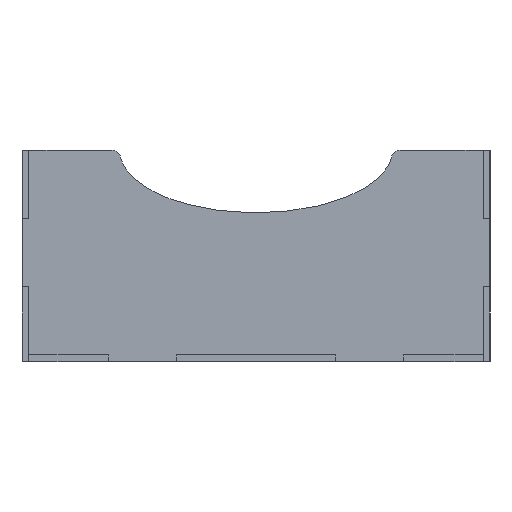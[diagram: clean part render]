
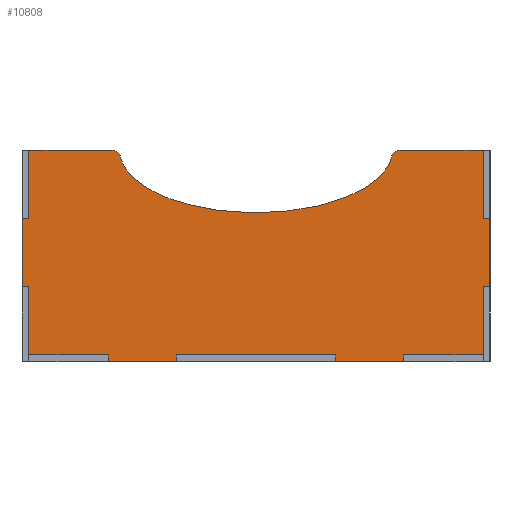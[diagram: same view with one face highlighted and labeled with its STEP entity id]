
A CAD part, left-side view. The second image highlights one B-rep face of the part: STEP entity #10808.
In plain terms, the highlighted planar face has unit normal (-1, 0, 0).
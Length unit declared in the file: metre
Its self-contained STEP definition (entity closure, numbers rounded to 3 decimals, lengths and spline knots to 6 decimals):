
#112=ELLIPSE('',#11530,0.06,0.0275);
#135=CIRCLE('',#11531,0.004);
#136=CIRCLE('',#11532,0.004);
#309=ORIENTED_EDGE('',*,*,#3492,.F.);
#310=ORIENTED_EDGE('',*,*,#3493,.T.);
#311=ORIENTED_EDGE('',*,*,#3449,.T.);
#312=ORIENTED_EDGE('',*,*,#3491,.T.);
#313=ORIENTED_EDGE('',*,*,#3494,.F.);
#314=ORIENTED_EDGE('',*,*,#3495,.F.);
#315=ORIENTED_EDGE('',*,*,#3496,.T.);
#316=ORIENTED_EDGE('',*,*,#3456,.T.);
#317=ORIENTED_EDGE('',*,*,#3458,.F.);
#318=ORIENTED_EDGE('',*,*,#3497,.T.);
#319=ORIENTED_EDGE('',*,*,#3498,.F.);
#320=ORIENTED_EDGE('',*,*,#3499,.F.);
#321=ORIENTED_EDGE('',*,*,#3460,.F.);
#322=ORIENTED_EDGE('',*,*,#3500,.T.);
#323=ORIENTED_EDGE('',*,*,#3501,.T.);
#324=ORIENTED_EDGE('',*,*,#3502,.F.);
#325=ORIENTED_EDGE('',*,*,#3503,.F.);
#326=ORIENTED_EDGE('',*,*,#3469,.F.);
#327=ORIENTED_EDGE('',*,*,#3504,.F.);
#328=ORIENTED_EDGE('',*,*,#3505,.F.);
#329=ORIENTED_EDGE('',*,*,#3506,.T.);
#330=ORIENTED_EDGE('',*,*,#3464,.F.);
#331=ORIENTED_EDGE('',*,*,#3507,.T.);
#332=ORIENTED_EDGE('',*,*,#3508,.T.);
#3449=EDGE_CURVE('',#5045,#5046,#6109,.T.);
#3456=EDGE_CURVE('',#5050,#5052,#6116,.T.);
#3458=EDGE_CURVE('',#5053,#5052,#6118,.T.);
#3460=EDGE_CURVE('',#5055,#5056,#6120,.T.);
#3464=EDGE_CURVE('',#5059,#5060,#6124,.T.);
#3469=EDGE_CURVE('',#5063,#5065,#6129,.T.);
#3491=EDGE_CURVE('',#5046,#5080,#6148,.T.);
#3492=EDGE_CURVE('',#5081,#5082,#112,.T.);
#3493=EDGE_CURVE('',#5081,#5045,#135,.T.);
#3494=EDGE_CURVE('',#5083,#5080,#6149,.T.);
#3495=EDGE_CURVE('',#5084,#5083,#6150,.T.);
#3496=EDGE_CURVE('',#5084,#5050,#6151,.T.);
#3497=EDGE_CURVE('',#5053,#5085,#6152,.T.);
#3498=EDGE_CURVE('',#5086,#5085,#6153,.T.);
#3499=EDGE_CURVE('',#5056,#5086,#6154,.T.);
#3500=EDGE_CURVE('',#5055,#5087,#6155,.T.);
#3501=EDGE_CURVE('',#5087,#5088,#6156,.T.);
#3502=EDGE_CURVE('',#5089,#5088,#6157,.T.);
#3503=EDGE_CURVE('',#5065,#5089,#6158,.T.);
#3504=EDGE_CURVE('',#5090,#5063,#6159,.T.);
#3505=EDGE_CURVE('',#5091,#5090,#6160,.T.);
#3506=EDGE_CURVE('',#5091,#5060,#6161,.T.);
#3507=EDGE_CURVE('',#5059,#5092,#6162,.T.);
#3508=EDGE_CURVE('',#5092,#5082,#136,.T.);
#5045=VERTEX_POINT('',#15097);
#5046=VERTEX_POINT('',#15098);
#5050=VERTEX_POINT('',#15107);
#5052=VERTEX_POINT('',#15111);
#5053=VERTEX_POINT('',#15115);
#5055=VERTEX_POINT('',#15121);
#5056=VERTEX_POINT('',#15122);
#5059=VERTEX_POINT('',#15130);
#5060=VERTEX_POINT('',#15131);
#5063=VERTEX_POINT('',#15139);
#5065=VERTEX_POINT('',#15142);
#5080=VERTEX_POINT('',#15180);
#5081=VERTEX_POINT('',#15184);
#5082=VERTEX_POINT('',#15185);
#5083=VERTEX_POINT('',#15188);
#5084=VERTEX_POINT('',#15190);
#5085=VERTEX_POINT('',#15193);
#5086=VERTEX_POINT('',#15195);
#5087=VERTEX_POINT('',#15198);
#5088=VERTEX_POINT('',#15200);
#5089=VERTEX_POINT('',#15202);
#5090=VERTEX_POINT('',#15205);
#5091=VERTEX_POINT('',#15207);
#5092=VERTEX_POINT('',#15210);
#6109=LINE('',#15096,#7559);
#6116=LINE('',#15112,#7566);
#6118=LINE('',#15117,#7568);
#6120=LINE('',#15120,#7570);
#6124=LINE('',#15129,#7574);
#6129=LINE('',#15141,#7579);
#6148=LINE('',#15181,#7598);
#6149=LINE('',#15187,#7599);
#6150=LINE('',#15189,#7600);
#6151=LINE('',#15191,#7601);
#6152=LINE('',#15192,#7602);
#6153=LINE('',#15194,#7603);
#6154=LINE('',#15196,#7604);
#6155=LINE('',#15197,#7605);
#6156=LINE('',#15199,#7606);
#6157=LINE('',#15201,#7607);
#6158=LINE('',#15203,#7608);
#6159=LINE('',#15204,#7609);
#6160=LINE('',#15206,#7610);
#6161=LINE('',#15208,#7611);
#6162=LINE('',#15209,#7612);
#7559=VECTOR('',#12230,1.);
#7566=VECTOR('',#12239,1.);
#7568=VECTOR('',#12243,1.);
#7570=VECTOR('',#12247,1.);
#7574=VECTOR('',#12253,1.);
#7579=VECTOR('',#12260,1.);
#7598=VECTOR('',#12289,1.);
#7599=VECTOR('',#12296,1.);
#7600=VECTOR('',#12297,1.);
#7601=VECTOR('',#12298,1.);
#7602=VECTOR('',#12299,1.);
#7603=VECTOR('',#12300,1.);
#7604=VECTOR('',#12301,1.);
#7605=VECTOR('',#12302,1.);
#7606=VECTOR('',#12303,1.);
#7607=VECTOR('',#12304,1.);
#7608=VECTOR('',#12305,1.);
#7609=VECTOR('',#12306,1.);
#7610=VECTOR('',#12307,1.);
#7611=VECTOR('',#12308,1.);
#7612=VECTOR('',#12309,1.);
#9017=EDGE_LOOP('',(#309,#310,#311,#312,#313,#314,#315,#316,#317,#318,#319,
#320,#321,#322,#323,#324,#325,#326,#327,#328,#329,#330,#331,#332));
#9669=FACE_BOUND('',#9017,.T.);
#10321=PLANE('',#11529);
#10808=ADVANCED_FACE('',(#9669),#10321,.T.);
#11529=AXIS2_PLACEMENT_3D('',#15182,#12290,#12291);
#11530=AXIS2_PLACEMENT_3D('',#15183,#12292,#12293);
#11531=AXIS2_PLACEMENT_3D('',#15186,#12294,#12295);
#11532=AXIS2_PLACEMENT_3D('',#15211,#12310,#12311);
#12230=DIRECTION('',(0.,1.,0.));
#12239=DIRECTION('',(0.,0.,-1.));
#12243=DIRECTION('',(0.,1.,0.));
#12247=DIRECTION('',(0.,1.,0.));
#12253=DIRECTION('',(0.,0.,-1.));
#12260=DIRECTION('',(0.,0.,-1.));
#12289=DIRECTION('',(0.,0.,-1.));
#12290=DIRECTION('',(-1.,0.,0.));
#12291=DIRECTION('',(0.,-1.,0.));
#12292=DIRECTION('',(-1.,0.,0.));
#12293=DIRECTION('',(0.,1.,0.));
#12294=DIRECTION('',(-1.,0.,0.));
#12295=DIRECTION('',(0.,-1.,0.));
#12296=DIRECTION('',(0.,-1.,0.));
#12297=DIRECTION('',(0.,0.,1.));
#12298=DIRECTION('',(0.,-1.,0.));
#12299=DIRECTION('',(0.,0.,-1.));
#12300=DIRECTION('',(0.,1.,0.));
#12301=DIRECTION('',(0.,0.,-1.));
#12302=DIRECTION('',(0.,0.,-1.));
#12303=DIRECTION('',(0.,-1.,0.));
#12304=DIRECTION('',(0.,0.,-1.));
#12305=DIRECTION('',(0.,1.,0.));
#12306=DIRECTION('',(0.,1.,0.));
#12307=DIRECTION('',(0.,0.,-1.));
#12308=DIRECTION('',(0.,1.,0.));
#12309=DIRECTION('',(0.,1.,0.));
#12310=DIRECTION('',(-1.,0.,0.));
#12311=DIRECTION('',(0.,-1.,0.));
#15096=CARTESIAN_POINT('',(-0.027,0.1,0.09));
#15097=CARTESIAN_POINT('',(-0.027,0.163515,0.09));
#15098=CARTESIAN_POINT('',(-0.027,0.2,0.09));
#15107=CARTESIAN_POINT('',(-0.027,0.2,0.03));
#15111=CARTESIAN_POINT('',(-0.027,0.2,0.));
#15112=CARTESIAN_POINT('',(-0.027,0.2,0.09));
#15115=CARTESIAN_POINT('',(-0.027,0.165,0.));
#15117=CARTESIAN_POINT('',(-0.027,0.1,0.));
#15120=CARTESIAN_POINT('',(-0.027,0.1,0.));
#15121=CARTESIAN_POINT('',(-0.027,0.065,0.));
#15122=CARTESIAN_POINT('',(-0.027,0.135,0.));
#15129=CARTESIAN_POINT('',(-0.027,0.,0.09));
#15130=CARTESIAN_POINT('',(-0.027,0.,0.09));
#15131=CARTESIAN_POINT('',(-0.027,0.,0.06));
#15139=CARTESIAN_POINT('',(-0.027,0.,0.03));
#15141=CARTESIAN_POINT('',(-0.027,0.,0.09));
#15142=CARTESIAN_POINT('',(-0.027,0.,0.));
#15180=CARTESIAN_POINT('',(-0.027,0.2,0.06));
#15181=CARTESIAN_POINT('',(-0.027,0.2,0.09));
#15182=CARTESIAN_POINT('',(-0.027,0.1,0.09));
#15183=CARTESIAN_POINT('',(-0.027,0.1,0.09));
#15184=CARTESIAN_POINT('',(-0.027,0.159629,0.086947));
#15185=CARTESIAN_POINT('',(-0.027,0.040371,0.086947));
#15186=CARTESIAN_POINT('',(-0.027,0.163515,0.086));
#15187=CARTESIAN_POINT('',(-0.027,0.2,0.06));
#15188=CARTESIAN_POINT('',(-0.027,0.203,0.06));
#15189=CARTESIAN_POINT('',(-0.027,0.203,0.045));
#15190=CARTESIAN_POINT('',(-0.027,0.203,0.03));
#15191=CARTESIAN_POINT('',(-0.027,0.2,0.03));
#15192=CARTESIAN_POINT('',(-0.027,0.165,0.));
#15193=CARTESIAN_POINT('',(-0.027,0.165,-0.003));
#15194=CARTESIAN_POINT('',(-0.027,0.15,-0.003));
#15195=CARTESIAN_POINT('',(-0.027,0.135,-0.003));
#15196=CARTESIAN_POINT('',(-0.027,0.135,0.));
#15197=CARTESIAN_POINT('',(-0.027,0.065,0.));
#15198=CARTESIAN_POINT('',(-0.027,0.065,-0.003));
#15199=CARTESIAN_POINT('',(-0.027,0.05,-0.003));
#15200=CARTESIAN_POINT('',(-0.027,0.035,-0.003));
#15201=CARTESIAN_POINT('',(-0.027,0.035,0.));
#15202=CARTESIAN_POINT('',(-0.027,0.035,0.));
#15203=CARTESIAN_POINT('',(-0.027,0.1,0.));
#15204=CARTESIAN_POINT('',(-0.027,0.,0.03));
#15205=CARTESIAN_POINT('',(-0.027,-0.003,0.03));
#15206=CARTESIAN_POINT('',(-0.027,-0.003,0.045));
#15207=CARTESIAN_POINT('',(-0.027,-0.003,0.06));
#15208=CARTESIAN_POINT('',(-0.027,0.,0.06));
#15209=CARTESIAN_POINT('',(-0.027,0.1,0.09));
#15210=CARTESIAN_POINT('',(-0.027,0.036485,0.09));
#15211=CARTESIAN_POINT('',(-0.027,0.036485,0.086));
